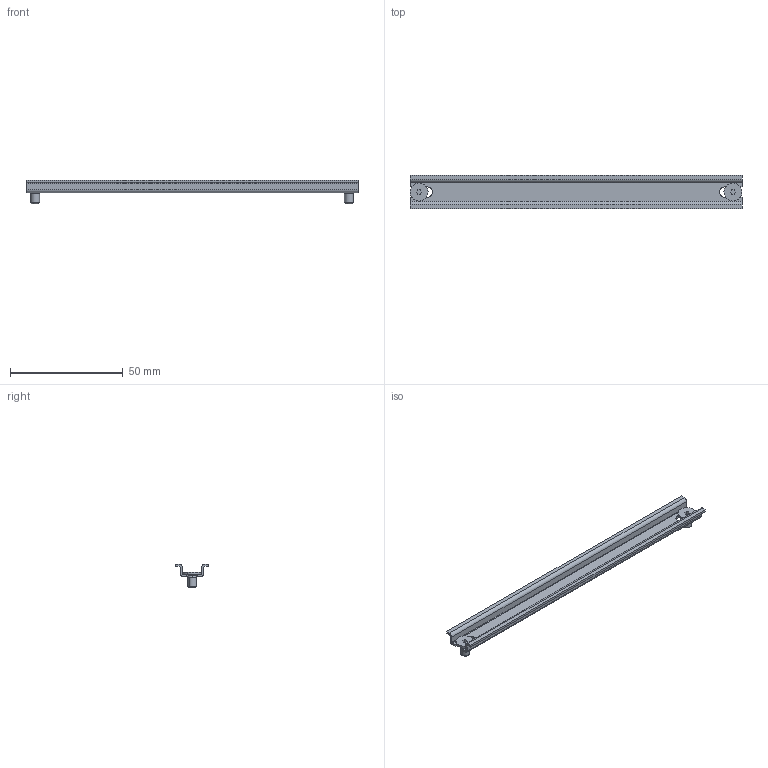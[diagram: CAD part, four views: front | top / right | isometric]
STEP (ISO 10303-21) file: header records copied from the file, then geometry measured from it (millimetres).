
FILE_DESCRIPTION(('CATIA V5 STEP Exchange','CAx-IF Rec.Pracs.--- Model Styling and Organization---1.2---2011-12-15'),'2;1');
FILE_NAME ('D1459257_0_1928080000_1928080000.stp','2018-10-10T12:09:14+00:00',('none'),('Weidmueller'),'CATIA Version 5-6 Release 2014','CATIA V5 STEP AP214','none');
FILE_SCHEMA(('AUTOMOTIVE_DESIGN { 1 0 10303 214 1 1 1 1 }'));
Length unit declared in the file: millimetre
Products named in the file (1): 1928080000
Bounding box: 147 x 15 x 10.5 mm (x, y, z)
Volume: 3452.7 mm3; surface area: 7262.2 mm2
Topology: 3 solids, 3 shells, 74 faces, 176 edges, 112 vertices
Faces by surface type: plane 40, cylinder 18, cone 12, torus 4
Entity records: 1998 total; most frequent: ORIENTED_EDGE 352, CARTESIAN_POINT 344, DIRECTION 286, EDGE_CURVE 176, VECTOR 120, LINE 120, AXIS2_PLACEMENT_3D 112, VERTEX_POINT 112
